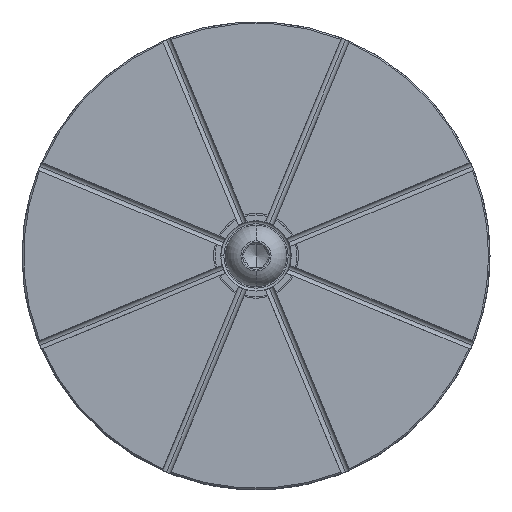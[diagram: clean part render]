
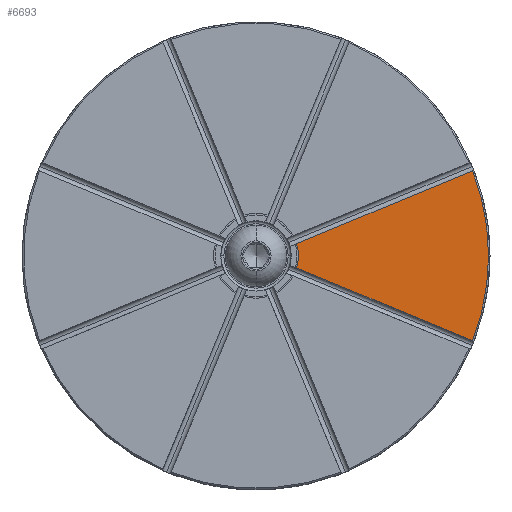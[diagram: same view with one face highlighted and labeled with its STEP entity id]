
A CAD part, top view. The second image highlights one B-rep face of the part: STEP entity #6693.
In plain terms, the highlighted planar face has unit normal (0, 0, 1).
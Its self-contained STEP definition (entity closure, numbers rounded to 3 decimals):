
#137 = DIRECTION ( 'NONE',  ( 1., 0., 0. ) ) ;
#190 = EDGE_CURVE ( 'NONE', #7465, #2800, #692, .T. ) ;
#280 = PLANE ( 'NONE',  #3064 ) ;
#692 = CIRCLE ( 'NONE', #6166, 14.5 ) ;
#819 = CARTESIAN_POINT ( 'NONE',  ( 0., 0., 45. ) ) ;
#1086 = CIRCLE ( 'NONE', #2082, 79.5 ) ;
#1201 = EDGE_LOOP ( 'NONE', ( #2350, #2417, #5757, #3773, #7767 ) ) ;
#1235 = DIRECTION ( 'NONE',  ( -1., 0., 0. ) ) ;
#1987 = DIRECTION ( 'NONE',  ( 1., 0., 0. ) ) ;
#2043 = CARTESIAN_POINT ( 'NONE',  ( 13.898, -4.133, 45. ) ) ;
#2059 = DIRECTION ( 'NONE',  ( 0., 0., -1. ) ) ;
#2082 = AXIS2_PLACEMENT_3D ( 'NONE', #819, #3157, #137 ) ;
#2221 = VERTEX_POINT ( 'NONE', #6161 ) ;
#2265 = EDGE_CURVE ( 'NONE', #2221, #4437, #1086, .T. ) ;
#2287 = CIRCLE ( 'NONE', #4200, 79.5 ) ;
#2350 = ORIENTED_EDGE ( 'NONE', *, *, #2265, .T. ) ;
#2388 = CARTESIAN_POINT ( 'NONE',  ( 0., 0., 45. ) ) ;
#2417 = ORIENTED_EDGE ( 'NONE', *, *, #5843, .T. ) ;
#2661 = CARTESIAN_POINT ( 'NONE',  ( 0., -14.5, 45. ) ) ;
#2800 = VERTEX_POINT ( 'NONE', #3535 ) ;
#3064 = AXIS2_PLACEMENT_3D ( 'NONE', #2661, #2059, #1987 ) ;
#3084 = EDGE_CURVE ( 'NONE', #6690, #2800, #7246, .T. ) ;
#3150 = LINE ( 'NONE', #6155, #4909 ) ;
#3157 = DIRECTION ( 'NONE',  ( 0., 0., 1. ) ) ;
#3241 = DIRECTION ( 'NONE',  ( -0.924, -0.383, 0. ) ) ;
#3535 = CARTESIAN_POINT ( 'NONE',  ( 13.898, 4.133, 45. ) ) ;
#3575 = CARTESIAN_POINT ( 'NONE',  ( 0., 0., 45. ) ) ;
#3773 = ORIENTED_EDGE ( 'NONE', *, *, #190, .F. ) ;
#3788 = EDGE_CURVE ( 'NONE', #2221, #7465, #3150, .T. ) ;
#4200 = AXIS2_PLACEMENT_3D ( 'NONE', #3575, #4881, #5414 ) ;
#4387 = VECTOR ( 'NONE', #3241, 1000. ) ;
#4437 = VERTEX_POINT ( 'NONE', #4728 ) ;
#4728 = CARTESIAN_POINT ( 'NONE',  ( 79.5, 0., 45. ) ) ;
#4881 = DIRECTION ( 'NONE',  ( 0., 0., 1. ) ) ;
#4909 = VECTOR ( 'NONE', #7394, 1000. ) ;
#5414 = DIRECTION ( 'NONE',  ( 1., 0., 0. ) ) ;
#5617 = CARTESIAN_POINT ( 'NONE',  ( 74.009, 29.032, 45. ) ) ;
#5757 = ORIENTED_EDGE ( 'NONE', *, *, #3084, .T. ) ;
#5843 = EDGE_CURVE ( 'NONE', #4437, #6690, #2287, .T. ) ;
#6155 = CARTESIAN_POINT ( 'NONE',  ( 5.701, -0.738, 45. ) ) ;
#6161 = CARTESIAN_POINT ( 'NONE',  ( 74.009, -29.032, 45. ) ) ;
#6166 = AXIS2_PLACEMENT_3D ( 'NONE', #2388, #7809, #1235 ) ;
#6647 = CARTESIAN_POINT ( 'NONE',  ( -4.552, -3.509, 45. ) ) ;
#6690 = VERTEX_POINT ( 'NONE', #5617 ) ;
#6693 = ADVANCED_FACE ( 'NONE', ( #7539 ), #280, .F. ) ;
#7246 = LINE ( 'NONE', #6647, #4387 ) ;
#7394 = DIRECTION ( 'NONE',  ( -0.924, 0.383, 0. ) ) ;
#7465 = VERTEX_POINT ( 'NONE', #2043 ) ;
#7539 = FACE_OUTER_BOUND ( 'NONE', #1201, .T. ) ;
#7767 = ORIENTED_EDGE ( 'NONE', *, *, #3788, .F. ) ;
#7809 = DIRECTION ( 'NONE',  ( 0., 0., 1. ) ) ;
